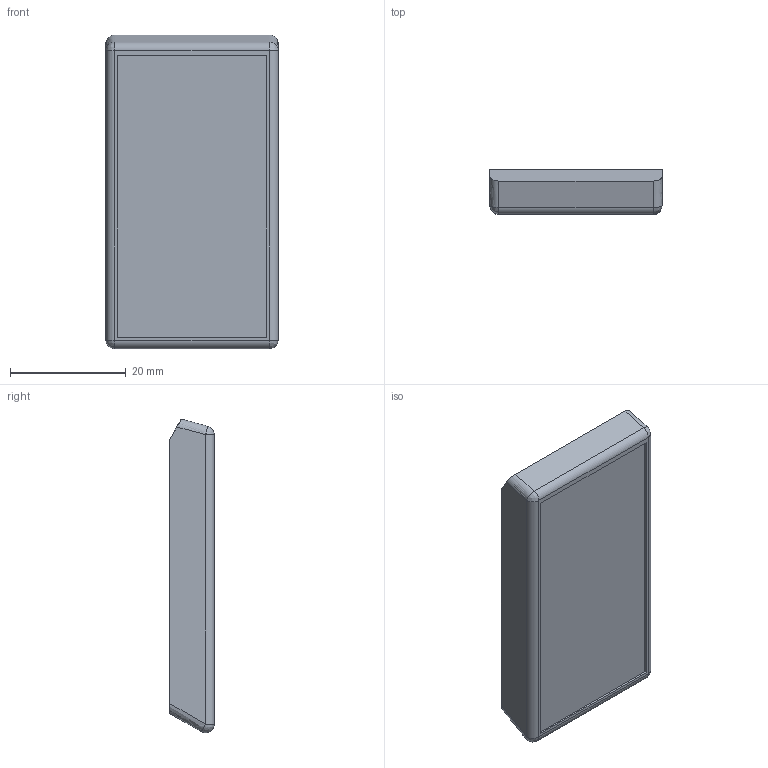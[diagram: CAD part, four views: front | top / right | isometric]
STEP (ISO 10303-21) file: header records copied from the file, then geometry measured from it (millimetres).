
FILE_DESCRIPTION((''),'2;1');
FILE_NAME('','2005-07-15T15:38:10',(''),(''),'','CADfix','');
FILE_SCHEMA(('AUTOMOTIVE_DESIGN'));
Length unit declared in the file: millimetre
Products named in the file (3): keeper; body; TL_241_1_30926_36
Assembly tree (2 placements, depth 2):
  TL_241_1_30926_36
    keeper
    body
Bounding box: 29.8 x 7.7 x 54.3 mm (x, y, z)
Volume: 10778.2 mm3; surface area: 6773.2 mm2
Topology: 2 solids, 2 shells, 121 faces, 318 edges, 206 vertices
Faces by surface type: bspline 121
Entity records: 3804 total; most frequent: CARTESIAN_POINT 1937, ORIENTED_EDGE 636, EDGE_CURVE 318, VERTEX_POINT 206, QUASI_UNIFORM_CURVE 192, EDGE_LOOP 130, FACE_OUTER_BOUND 121, ADVANCED_FACE 121
